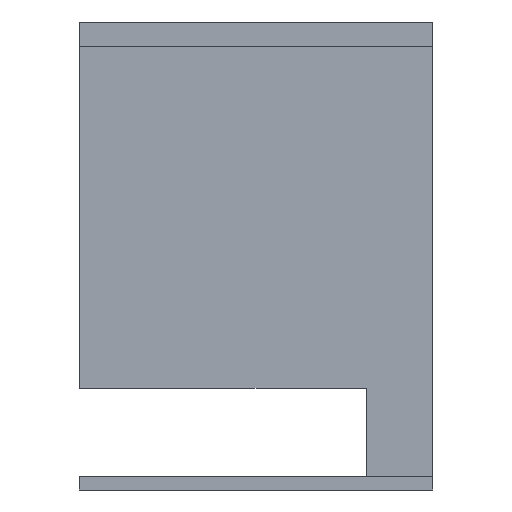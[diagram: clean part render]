
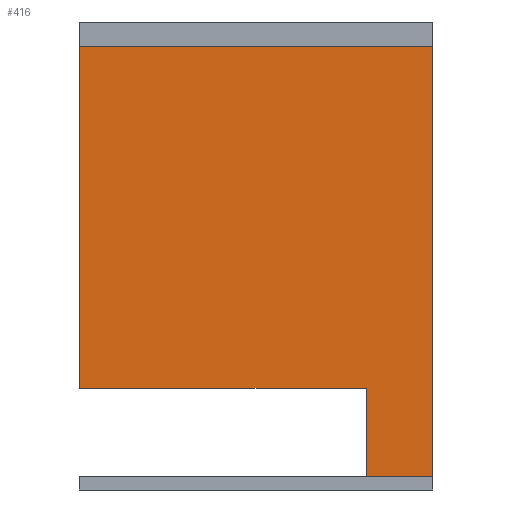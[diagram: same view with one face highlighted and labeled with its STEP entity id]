
A CAD part, front view. The second image highlights one B-rep face of the part: STEP entity #416.
In plain terms, the highlighted planar face has unit normal (0, -1, 0).
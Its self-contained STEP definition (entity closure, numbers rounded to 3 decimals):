
#30 = EDGE_CURVE ( 'NONE', #249, #662, #253, .T. ) ;
#51 = CARTESIAN_POINT ( 'NONE',  ( 0., 0., -32. ) ) ;
#52 = DIRECTION ( 'NONE',  ( 0., -1., 0. ) ) ;
#71 = DIRECTION ( 'NONE',  ( -1., 0., 0. ) ) ;
#81 = LINE ( 'NONE', #231, #368 ) ;
#101 = PLANE ( 'NONE',  #532 ) ;
#111 = ORIENTED_EDGE ( 'NONE', *, *, #436, .F. ) ;
#114 = DIRECTION ( 'NONE',  ( 0., 0., 1. ) ) ;
#116 = ORIENTED_EDGE ( 'NONE', *, *, #528, .T. ) ;
#144 = CARTESIAN_POINT ( 'NONE',  ( 32., 0., -1. ) ) ;
#158 = LINE ( 'NONE', #520, #356 ) ;
#170 = DIRECTION ( 'NONE',  ( 0., 0., -1. ) ) ;
#216 = ORIENTED_EDGE ( 'NONE', *, *, #251, .F. ) ;
#224 = VERTEX_POINT ( 'NONE', #245 ) ;
#231 = CARTESIAN_POINT ( 'NONE',  ( 0., 0., -40. ) ) ;
#245 = CARTESIAN_POINT ( 'NONE',  ( 26., 0., -40. ) ) ;
#249 = VERTEX_POINT ( 'NONE', #603 ) ;
#250 = LINE ( 'NONE', #144, #372 ) ;
#251 = EDGE_CURVE ( 'NONE', #276, #249, #250, .T. ) ;
#253 = LINE ( 'NONE', #556, #278 ) ;
#260 = DIRECTION ( 'NONE',  ( 0., 0., -1. ) ) ;
#276 = VERTEX_POINT ( 'NONE', #306 ) ;
#278 = VECTOR ( 'NONE', #592, 1000. ) ;
#283 = VECTOR ( 'NONE', #566, 1000. ) ;
#298 = EDGE_CURVE ( 'NONE', #570, #617, #411, .T. ) ;
#306 = CARTESIAN_POINT ( 'NONE',  ( 0., 0., -1. ) ) ;
#308 = CARTESIAN_POINT ( 'NONE',  ( 0., 0., 0. ) ) ;
#322 = ORIENTED_EDGE ( 'NONE', *, *, #30, .F. ) ;
#356 = VECTOR ( 'NONE', #114, 1000. ) ;
#357 = DIRECTION ( 'NONE',  ( 1., 0., 0. ) ) ;
#363 = ORIENTED_EDGE ( 'NONE', *, *, #298, .T. ) ;
#368 = VECTOR ( 'NONE', #71, 1000. ) ;
#372 = VECTOR ( 'NONE', #357, 1000. ) ;
#380 = CARTESIAN_POINT ( 'NONE',  ( 26., 0., -32. ) ) ;
#386 = VECTOR ( 'NONE', #170, 1000. ) ;
#411 = LINE ( 'NONE', #51, #283 ) ;
#416 = ADVANCED_FACE ( 'NONE', ( #567 ), #101, .T. ) ;
#417 = CARTESIAN_POINT ( 'NONE',  ( 26., 0., -32. ) ) ;
#424 = LINE ( 'NONE', #417, #386 ) ;
#431 = CARTESIAN_POINT ( 'NONE',  ( 32., 0., -40. ) ) ;
#436 = EDGE_CURVE ( 'NONE', #570, #276, #158, .T. ) ;
#480 = EDGE_LOOP ( 'NONE', ( #116, #539, #322, #216, #111, #363 ) ) ;
#520 = CARTESIAN_POINT ( 'NONE',  ( 0., 0., -40. ) ) ;
#528 = EDGE_CURVE ( 'NONE', #617, #224, #424, .T. ) ;
#532 = AXIS2_PLACEMENT_3D ( 'NONE', #308, #52, #260 ) ;
#539 = ORIENTED_EDGE ( 'NONE', *, *, #622, .F. ) ;
#556 = CARTESIAN_POINT ( 'NONE',  ( 32., 0., -41.2 ) ) ;
#566 = DIRECTION ( 'NONE',  ( 1., 0., 0. ) ) ;
#567 = FACE_OUTER_BOUND ( 'NONE', #480, .T. ) ;
#570 = VERTEX_POINT ( 'NONE', #588 ) ;
#588 = CARTESIAN_POINT ( 'NONE',  ( 0., 0., -32. ) ) ;
#592 = DIRECTION ( 'NONE',  ( 0., 0., -1. ) ) ;
#603 = CARTESIAN_POINT ( 'NONE',  ( 32., 0., -1. ) ) ;
#617 = VERTEX_POINT ( 'NONE', #380 ) ;
#622 = EDGE_CURVE ( 'NONE', #662, #224, #81, .T. ) ;
#662 = VERTEX_POINT ( 'NONE', #431 ) ;
